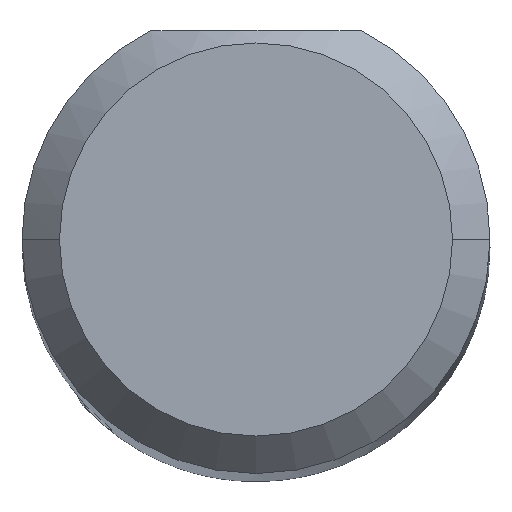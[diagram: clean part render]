
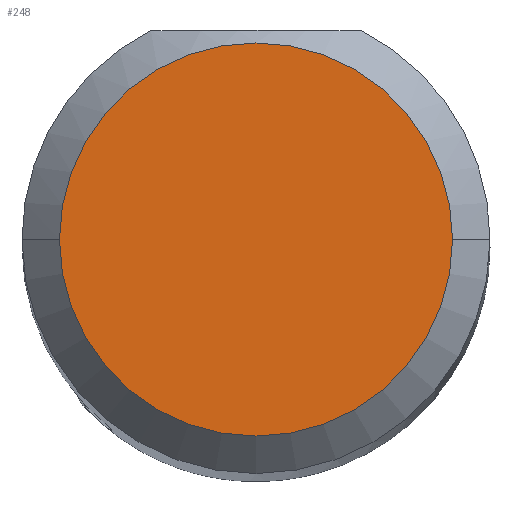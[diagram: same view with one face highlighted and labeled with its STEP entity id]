
A CAD part, top view. The second image highlights one B-rep face of the part: STEP entity #248.
In plain terms, the highlighted planar face has unit normal (0, 0, 1).
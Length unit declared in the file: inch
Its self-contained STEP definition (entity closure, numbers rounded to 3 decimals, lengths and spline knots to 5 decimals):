
#83 = AXIS2_PLACEMENT_3D ( 'NONE', #343, #353, #664 ) ;
#85 = DIRECTION ( 'NONE',  ( 1., 0., 0. ) ) ;
#172 = DIRECTION ( 'NONE',  ( 1., 0., 0. ) ) ;
#209 = CIRCLE ( 'NONE', #83, 0.07875 ) ;
#248 = ADVANCED_FACE ( 'NONE', ( #344 ), #599, .T. ) ;
#274 = DIRECTION ( 'NONE',  ( 0., 0., 1. ) ) ;
#343 = CARTESIAN_POINT ( 'NONE',  ( 0., 0., 2. ) ) ;
#344 = FACE_OUTER_BOUND ( 'NONE', #351, .T. ) ;
#351 = EDGE_LOOP ( 'NONE', ( #376, #573 ) ) ;
#353 = DIRECTION ( 'NONE',  ( 0., 0., 1. ) ) ;
#376 = ORIENTED_EDGE ( 'NONE', *, *, #613, .T. ) ;
#404 = CIRCLE ( 'NONE', #552, 0.07875 ) ;
#452 = CARTESIAN_POINT ( 'NONE',  ( 0.07875, 0., 2. ) ) ;
#496 = CARTESIAN_POINT ( 'NONE',  ( 0., 0., 2. ) ) ;
#552 = AXIS2_PLACEMENT_3D ( 'NONE', #496, #553, #172 ) ;
#553 = DIRECTION ( 'NONE',  ( 0., 0., 1. ) ) ;
#573 = ORIENTED_EDGE ( 'NONE', *, *, #700, .T. ) ;
#583 = CARTESIAN_POINT ( 'NONE',  ( -0.07875, 0., 2. ) ) ;
#599 = PLANE ( 'NONE',  #602 ) ;
#602 = AXIS2_PLACEMENT_3D ( 'NONE', #603, #274, #85 ) ;
#603 = CARTESIAN_POINT ( 'NONE',  ( 0., 0., 2. ) ) ;
#613 = EDGE_CURVE ( 'NONE', #762, #811, #209, .T. ) ;
#664 = DIRECTION ( 'NONE',  ( 1., 0., 0. ) ) ;
#700 = EDGE_CURVE ( 'NONE', #811, #762, #404, .T. ) ;
#762 = VERTEX_POINT ( 'NONE', #583 ) ;
#811 = VERTEX_POINT ( 'NONE', #452 ) ;
